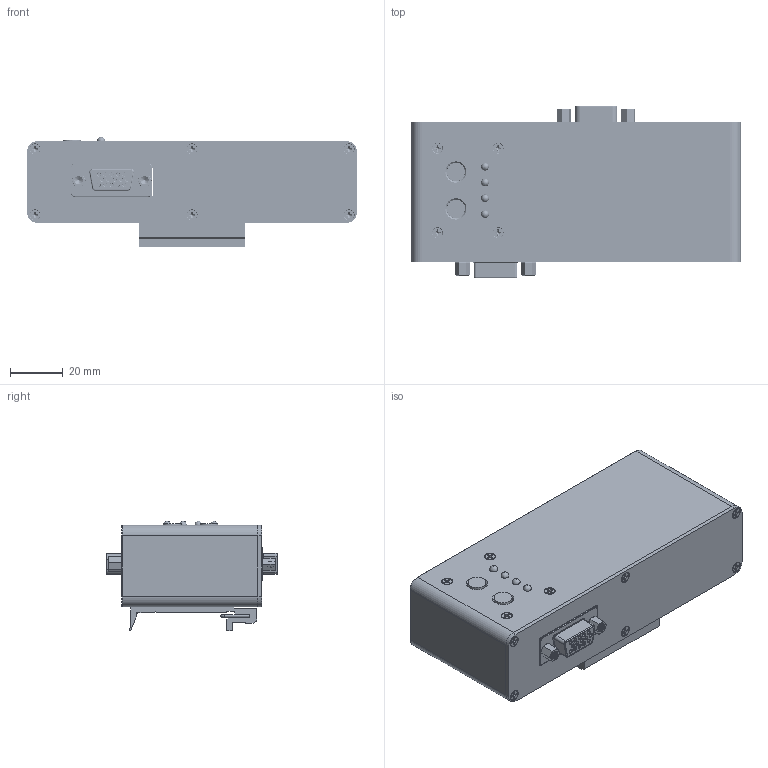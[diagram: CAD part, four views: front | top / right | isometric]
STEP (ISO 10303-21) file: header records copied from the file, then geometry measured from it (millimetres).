
FILE_DESCRIPTION(/* description */ (''),/* implementation_level */ '2;1');
FILE_NAME(/* name */ 'LPA-SMCv1.2 with DIN35 mount.step',/* time_stamp */ '2019-09-23T15:12:24+03:00',/* author */ (''),/* organization */ (''),/* preprocessor_version */ 'ST-DEVELOPER v18',/* originating_system */ 'Autodesk Translation Framework v8.6.0.1094',/* authorisation */ '');
FILE_SCHEMA (('AUTOMOTIVE_DESIGN { 1 0 10303 214 3 1 1 }'));
Products named in the file (36): LPA-SMCv1.2; VGA connector on plate (short) v1; WURTH_61400416121 v1; PCB; DC Power Jack 5.5mm x 2; base; Download_STP_430162085826 (rev1) v1; Download_STP_430162085826 (rev1) v1 (1); Contactplates; Contactplates (1); Contactplates (2); Contactplates (3); Contactplates (4); Frame; Frame (1); Frame (2); Frame (3); Frame (4); Contact Plate; Cover; Stem; Terminal; Terminal (1); Terminal (2); Terminal (3); LED_3mm v1 (1); LED_3mm v1 (2); RJ45_10P_TJ3009 v1; DB9 v1; Cover (1); LED_3mm v1; M3 Standoff v1; 91294A125; 91420A001; 675-5119; Component2
Assembly tree (66 placements, depth 3):
  LPA-SMCv1.2
    VGA connector on plate (short) v1
    WURTH_61400416121 v1
    PCB
    DC Power Jack 5.5mm x 2
    base
    LED_3mm v1  x2
    Download_STP_430162085826 (rev1) v1
      Contactplates
      Contactplates (1)
      Contactplates (2)
      Contactplates (3)
      Contactplates (4)
      Frame
      Frame (1)
      Frame (2)
      Frame (3)
      Frame (4)
      Contact Plate
      Cover
      Stem
      Terminal
      Terminal (1)
      Terminal (2)
      Terminal (3)
    Download_STP_430162085826 (rev1) v1 (1)
      Contactplates
      Contactplates (1)
      Contactplates (2)
      Contactplates (3)
      Contactplates (4)
      Frame
      Frame (1)
      Frame (2)
      Frame (3)
      Frame (4)
      Contact Plate
      Cover
      Stem
      Terminal
      Terminal (1)
      Terminal (2)
      Terminal (3)
    LED_3mm v1 (1)
    LED_3mm v1 (2)
    M3 Standoff v1  x2
    91420A001  x10
    91294A125  x4
    RJ45_10P_TJ3009 v1
    DB9 v1
    Cover (1)
    675-5119
      Component2
Bounding box: 125 x 65.1 x 41.59 mm (x, y, z)
Volume: 76343.3 mm3; surface area: 84546.2 mm2
Topology: 101 solids, 101 shells, 3405 faces, 8966 edges, 5834 vertices
Faces by surface type: plane 2054, cylinder 982, cone 191, bspline 88, torus 63, sphere 27
Full cylindrical faces by diameter (mm): 0.7 x9, 0.8 x15, 1 x13, 1.2 x8, 1.22 x1, 1.25 x10, 1.27 x15, 1.4 x2, 1.48 x50, 2 x86, 2.1 x6, 2.25 x2, 2.35 x20, 2.5 x4, 2.98 x24, 3 x50, 3.15 x12, 3.521 x22, 3.691 x10, 6 x4, 6.45 x1, 7 x2, 7.05 x2
Entity records: 87217 total; most frequent: CARTESIAN_POINT 21033, DIRECTION 13437, ORIENTED_EDGE 13332, EDGE_CURVE 6666, LINE 4693, VECTOR 4693, AXIS2_PLACEMENT_3D 4372, VERTEX_POINT 4331
